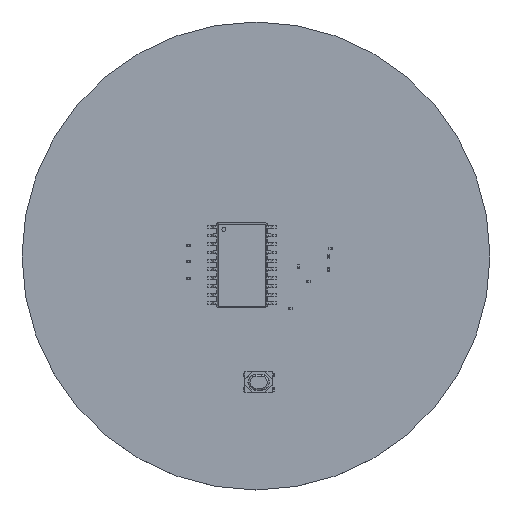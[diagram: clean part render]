
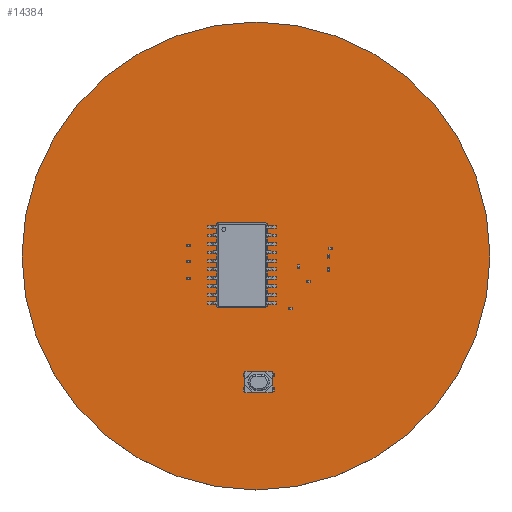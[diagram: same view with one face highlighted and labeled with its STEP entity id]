
A CAD part, top view. The second image highlights one B-rep face of the part: STEP entity #14384.
In plain terms, the highlighted planar face has unit normal (0, 0, 1).
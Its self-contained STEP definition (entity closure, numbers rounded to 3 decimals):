
#14349 = VERTEX_POINT('',#14350);
#14350 = CARTESIAN_POINT('',(194.58,-90.635,1.51));
#14356 = EDGE_CURVE('',#14349,#14349,#14357,.T.);
#14357 = CIRCLE('',#14358,34.975);
#14358 = AXIS2_PLACEMENT_3D('',#14359,#14360,#14361);
#14359 = CARTESIAN_POINT('',(159.605,-90.635,1.51));
#14360 = DIRECTION('',(0.,0.,1.));
#14361 = DIRECTION('',(1.,0.,-0.));
#14384 = ADVANCED_FACE('',(#14385),#14388,.T.);
#14385 = FACE_BOUND('',#14386,.T.);
#14386 = EDGE_LOOP('',(#14387));
#14387 = ORIENTED_EDGE('',*,*,#14356,.T.);
#14388 = PLANE('',#14389);
#14389 = AXIS2_PLACEMENT_3D('',#14390,#14391,#14392);
#14390 = CARTESIAN_POINT('',(0.,0.,1.51));
#14391 = DIRECTION('',(0.,0.,1.));
#14392 = DIRECTION('',(1.,0.,-0.));
